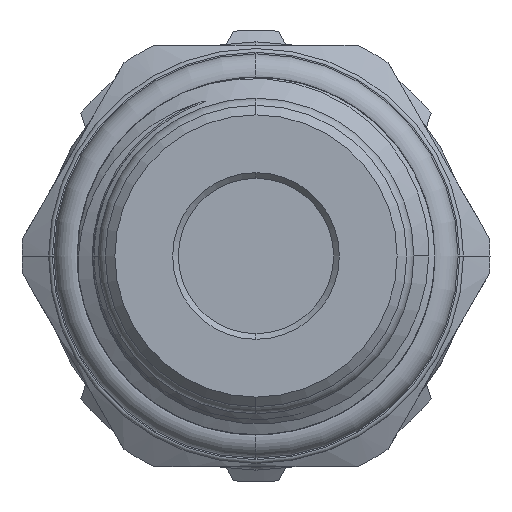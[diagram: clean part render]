
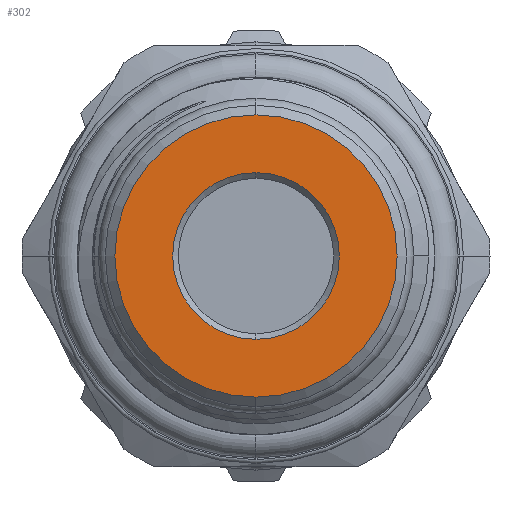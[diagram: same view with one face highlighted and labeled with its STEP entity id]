
A CAD part, left-side view. The second image highlights one B-rep face of the part: STEP entity #302.
In plain terms, the highlighted planar face has unit normal (-1, 0, 0).
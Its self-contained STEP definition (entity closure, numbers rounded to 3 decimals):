
#302 = ADVANCED_FACE ( 'NONE', ( #9151, #14533 ), #12305, .F. ) ;
#425 = DIRECTION ( 'NONE',  ( 1., 0., 0. ) ) ;
#606 = EDGE_CURVE ( 'NONE', #12683, #11418, #4153, .T. ) ;
#623 = ORIENTED_EDGE ( 'NONE', *, *, #4506, .T. ) ;
#776 = CARTESIAN_POINT ( 'NONE',  ( 0., 0., 7.435 ) ) ;
#882 = AXIS2_PLACEMENT_3D ( 'NONE', #15487, #906, #8181 ) ;
#906 = DIRECTION ( 'NONE',  ( 1., 0., 0. ) ) ;
#1892 = DIRECTION ( 'NONE',  ( 0., 0., -1. ) ) ;
#2139 = ORIENTED_EDGE ( 'NONE', *, *, #606, .T. ) ;
#2458 = EDGE_CURVE ( 'NONE', #11418, #12683, #12401, .T. ) ;
#3021 = DIRECTION ( 'NONE',  ( -1., 0., 0. ) ) ;
#4153 = CIRCLE ( 'NONE', #882, 4.39 ) ;
#4506 = EDGE_CURVE ( 'NONE', #7665, #5987, #15434, .T. ) ;
#4928 = CARTESIAN_POINT ( 'NONE',  ( 0., 0., -4.39 ) ) ;
#5048 = ORIENTED_EDGE ( 'NONE', *, *, #13253, .T. ) ;
#5189 = CARTESIAN_POINT ( 'NONE',  ( 0., 0., -7.435 ) ) ;
#5340 = DIRECTION ( 'NONE',  ( -1., 0., 0. ) ) ;
#5681 = CIRCLE ( 'NONE', #14262, 7.435 ) ;
#5987 = VERTEX_POINT ( 'NONE', #5189 ) ;
#7166 = AXIS2_PLACEMENT_3D ( 'NONE', #9909, #9808, #11011 ) ;
#7566 = AXIS2_PLACEMENT_3D ( 'NONE', #10281, #5340, #8950 ) ;
#7665 = VERTEX_POINT ( 'NONE', #776 ) ;
#8181 = DIRECTION ( 'NONE',  ( 0., 0., -1. ) ) ;
#8950 = DIRECTION ( 'NONE',  ( 0., 0., -1. ) ) ;
#9151 = FACE_BOUND ( 'NONE', #13092, .T. ) ;
#9263 = CARTESIAN_POINT ( 'NONE',  ( 0., 0., 0. ) ) ;
#9808 = DIRECTION ( 'NONE',  ( 1., 0., 0. ) ) ;
#9909 = CARTESIAN_POINT ( 'NONE',  ( 0., 0., 0. ) ) ;
#10099 = CARTESIAN_POINT ( 'NONE',  ( 0., 0., 4.39 ) ) ;
#10281 = CARTESIAN_POINT ( 'NONE',  ( 0., 0., 0. ) ) ;
#10337 = ORIENTED_EDGE ( 'NONE', *, *, #2458, .T. ) ;
#11011 = DIRECTION ( 'NONE',  ( 0., 0., -1. ) ) ;
#11272 = AXIS2_PLACEMENT_3D ( 'NONE', #9263, #425, #1892 ) ;
#11418 = VERTEX_POINT ( 'NONE', #4928 ) ;
#11658 = DIRECTION ( 'NONE',  ( 0., 0., -1. ) ) ;
#11816 = CARTESIAN_POINT ( 'NONE',  ( 0., 0., 0. ) ) ;
#12305 = PLANE ( 'NONE',  #7166 ) ;
#12401 = CIRCLE ( 'NONE', #11272, 4.39 ) ;
#12683 = VERTEX_POINT ( 'NONE', #10099 ) ;
#13092 = EDGE_LOOP ( 'NONE', ( #2139, #10337 ) ) ;
#13253 = EDGE_CURVE ( 'NONE', #5987, #7665, #5681, .T. ) ;
#13905 = EDGE_LOOP ( 'NONE', ( #5048, #623 ) ) ;
#14262 = AXIS2_PLACEMENT_3D ( 'NONE', #11816, #3021, #11658 ) ;
#14533 = FACE_OUTER_BOUND ( 'NONE', #13905, .T. ) ;
#15434 = CIRCLE ( 'NONE', #7566, 7.435 ) ;
#15487 = CARTESIAN_POINT ( 'NONE',  ( 0., 0., 0. ) ) ;
